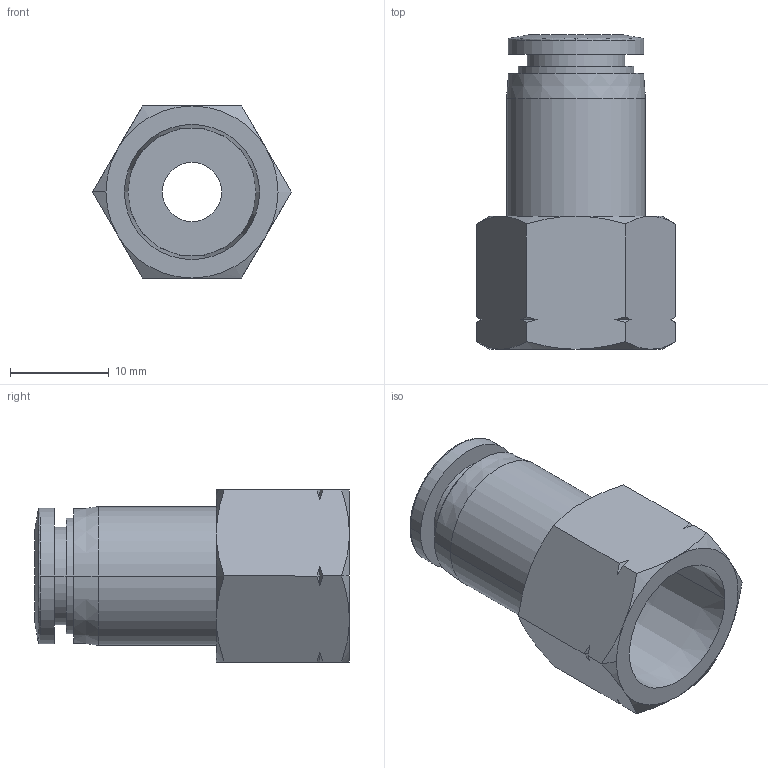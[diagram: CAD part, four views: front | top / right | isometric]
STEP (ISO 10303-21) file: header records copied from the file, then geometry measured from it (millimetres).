
FILE_DESCRIPTION (( 'STEP AP203' ), '1' );
FILE_NAME ('FS516-14N.step', '2016-02-15T20:00:10', ( '' ), ( '' ), 'SwSTEP 2.0', 'SolidWorks 2015', '' );
FILE_SCHEMA (( 'CONFIG_CONTROL_DESIGN' ));
Length unit declared in the file: inch
Products named in the file (1): FS516-14N
Bounding box: 20.16 x 31.95 x 17.46 mm (x, y, z)
Volume: 3588.7 mm3; surface area: 3157.2 mm2
Topology: 1 solids, 1 shells, 65 faces, 154 edges, 96 vertices
Faces by surface type: cone 36, plane 13, cylinder 12, bspline 4
Entity records: 2149 total; most frequent: CARTESIAN_POINT 616, ORIENTED_EDGE 308, DIRECTION 300, EDGE_CURVE 154, AXIS2_PLACEMENT_3D 132, VERTEX_POINT 96, EDGE_LOOP 72, CIRCLE 70
